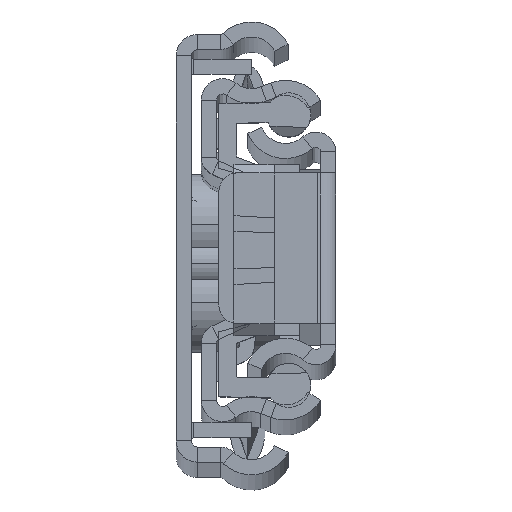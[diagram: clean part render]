
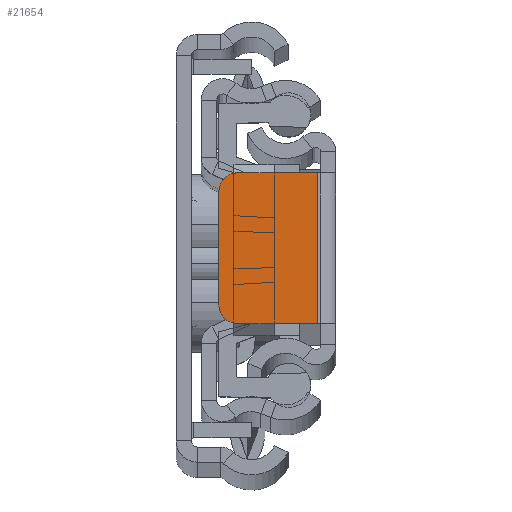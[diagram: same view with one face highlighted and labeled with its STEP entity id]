
A CAD part, top view. The second image highlights one B-rep face of the part: STEP entity #21654.
In plain terms, the highlighted planar face has unit normal (0, 0, 1).
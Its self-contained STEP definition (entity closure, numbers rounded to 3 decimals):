
#652 = DIRECTION ( 'NONE',  ( -1., 0., 0. ) ) ;
#1145 = LINE ( 'NONE', #8049, #9301 ) ;
#1480 = DIRECTION ( 'NONE',  ( 0., -1., 0. ) ) ;
#2018 = LINE ( 'NONE', #21223, #22026 ) ;
#2121 = CARTESIAN_POINT ( 'NONE',  ( 0., -6., 0. ) ) ;
#2996 = ORIENTED_EDGE ( 'NONE', *, *, #6384, .T. ) ;
#3230 = ORIENTED_EDGE ( 'NONE', *, *, #4173, .F. ) ;
#4008 = VECTOR ( 'NONE', #1480, 1000. ) ;
#4173 = EDGE_CURVE ( 'NONE', #7835, #5696, #1145, .T. ) ;
#5447 = CIRCLE ( 'NONE', #15897, 1.5 ) ;
#5686 = CARTESIAN_POINT ( 'NONE',  ( -7.8, 4.5, 0. ) ) ;
#5696 = VERTEX_POINT ( 'NONE', #20970 ) ;
#5735 = CIRCLE ( 'NONE', #15121, 1.5 ) ;
#6113 = EDGE_CURVE ( 'NONE', #19741, #19554, #5447, .T. ) ;
#6314 = EDGE_CURVE ( 'NONE', #19554, #8739, #8492, .T. ) ;
#6384 = EDGE_CURVE ( 'NONE', #7835, #19741, #2018, .T. ) ;
#6668 = CARTESIAN_POINT ( 'NONE',  ( -7.8, -6., 0. ) ) ;
#7835 = VERTEX_POINT ( 'NONE', #11201 ) ;
#7852 = FACE_OUTER_BOUND ( 'NONE', #12781, .T. ) ;
#8049 = CARTESIAN_POINT ( 'NONE',  ( -1.45, -6., 0. ) ) ;
#8249 = EDGE_CURVE ( 'NONE', #8739, #16080, #5735, .T. ) ;
#8293 = CARTESIAN_POINT ( 'NONE',  ( -9.3, -4.5, 0. ) ) ;
#8492 = LINE ( 'NONE', #10290, #4008 ) ;
#8739 = VERTEX_POINT ( 'NONE', #8293 ) ;
#9041 = DIRECTION ( 'NONE',  ( 1., 0., 0. ) ) ;
#9175 = DIRECTION ( 'NONE',  ( -1., 0., 0. ) ) ;
#9301 = VECTOR ( 'NONE', #9607, 1000. ) ;
#9607 = DIRECTION ( 'NONE',  ( 0., -1., 0. ) ) ;
#10290 = CARTESIAN_POINT ( 'NONE',  ( -9.3, 0., 0. ) ) ;
#10725 = LINE ( 'NONE', #2121, #22228 ) ;
#11167 = DIRECTION ( 'NONE',  ( 0., 0., 1. ) ) ;
#11201 = CARTESIAN_POINT ( 'NONE',  ( -1.45, 6., 0. ) ) ;
#12590 = ORIENTED_EDGE ( 'NONE', *, *, #15878, .T. ) ;
#12606 = DIRECTION ( 'NONE',  ( 0., 0., -1. ) ) ;
#12781 = EDGE_LOOP ( 'NONE', ( #14154, #19187, #12590, #3230, #2996, #13106 ) ) ;
#13106 = ORIENTED_EDGE ( 'NONE', *, *, #6113, .T. ) ;
#14154 = ORIENTED_EDGE ( 'NONE', *, *, #6314, .T. ) ;
#14289 = PLANE ( 'NONE',  #20622 ) ;
#15121 = AXIS2_PLACEMENT_3D ( 'NONE', #16589, #11167, #652 ) ;
#15878 = EDGE_CURVE ( 'NONE', #16080, #5696, #10725, .T. ) ;
#15897 = AXIS2_PLACEMENT_3D ( 'NONE', #5686, #17754, #9175 ) ;
#16080 = VERTEX_POINT ( 'NONE', #6668 ) ;
#16589 = CARTESIAN_POINT ( 'NONE',  ( -7.8, -4.5, 0. ) ) ;
#17754 = DIRECTION ( 'NONE',  ( 0., 0., 1. ) ) ;
#17946 = CARTESIAN_POINT ( 'NONE',  ( -9.3, 4.5, 0. ) ) ;
#19187 = ORIENTED_EDGE ( 'NONE', *, *, #8249, .T. ) ;
#19305 = DIRECTION ( 'NONE',  ( -1., 0., 0. ) ) ;
#19484 = DIRECTION ( 'NONE',  ( -1., 0., 0. ) ) ;
#19554 = VERTEX_POINT ( 'NONE', #17946 ) ;
#19741 = VERTEX_POINT ( 'NONE', #20647 ) ;
#20622 = AXIS2_PLACEMENT_3D ( 'NONE', #21170, #12606, #19484 ) ;
#20647 = CARTESIAN_POINT ( 'NONE',  ( -7.8, 6., 0. ) ) ;
#20970 = CARTESIAN_POINT ( 'NONE',  ( -1.45, -6., 0. ) ) ;
#21170 = CARTESIAN_POINT ( 'NONE',  ( 0., 0., 0. ) ) ;
#21223 = CARTESIAN_POINT ( 'NONE',  ( 0., 6., 0. ) ) ;
#21654 = ADVANCED_FACE ( 'NONE', ( #7852 ), #14289, .F. ) ;
#22026 = VECTOR ( 'NONE', #19305, 1000. ) ;
#22228 = VECTOR ( 'NONE', #9041, 1000. ) ;
